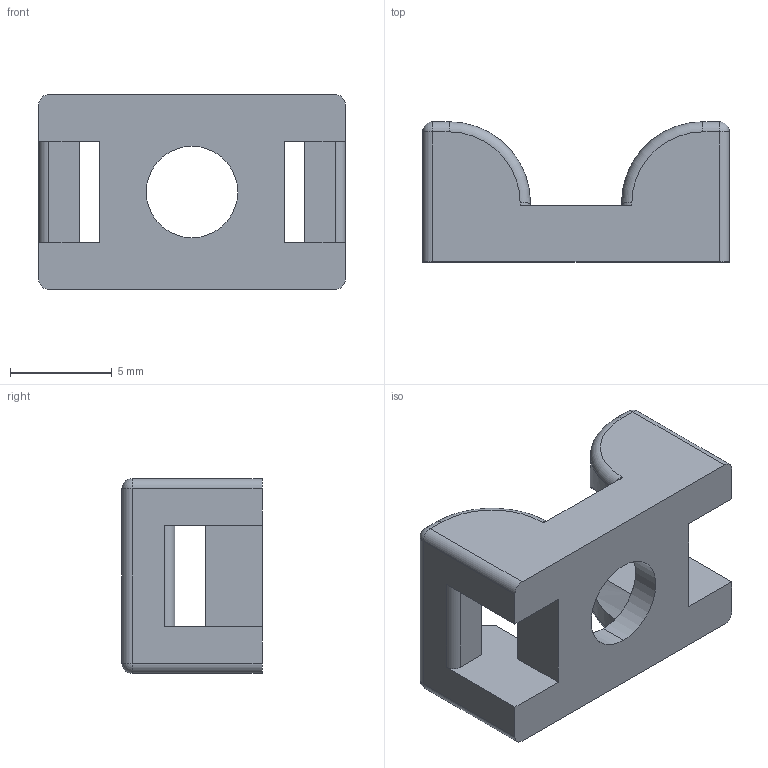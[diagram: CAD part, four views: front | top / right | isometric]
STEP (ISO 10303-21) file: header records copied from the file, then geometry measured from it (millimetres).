
FILE_DESCRIPTION (( 'STEP AP203' ), '1' );
FILE_NAME ('KR5G5-100P.STEP', '2017-03-02T10:01:44', ( '' ), ( '' ), 'SwSTEP 2.0', 'SolidWorks 2016', '' );
FILE_SCHEMA (( 'CONFIG_CONTROL_DESIGN' ));
Length unit declared in the file: millimetre
Products named in the file (1): KR5G5-100P
Bounding box: 15.1 x 6.9 x 9.6 mm (x, y, z)
Volume: 435.6 mm3; surface area: 681.3 mm2
Topology: 1 solids, 1 shells, 56 faces, 158 edges, 96 vertices
Faces by surface type: plane 26, cylinder 22, torus 4, sphere 4
Entity records: 1899 total; most frequent: CARTESIAN_POINT 351, DIRECTION 320, ORIENTED_EDGE 308, EDGE_CURVE 154, AXIS2_PLACEMENT_3D 113, VERTEX_POINT 96, LINE 94, VECTOR 94
